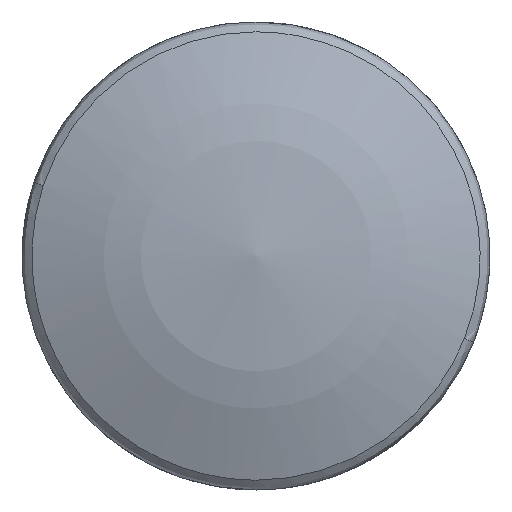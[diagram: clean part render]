
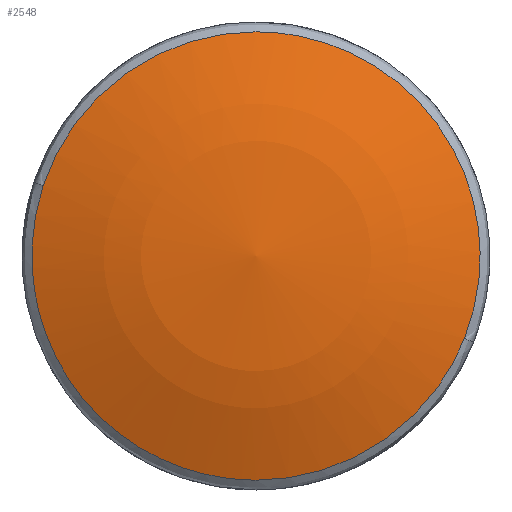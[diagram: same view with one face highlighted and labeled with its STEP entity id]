
A CAD part, front view. The second image highlights one B-rep face of the part: STEP entity #2548.
In plain terms, the highlighted free-form (B-spline) face has degree [2, 2] with [4, 4] control points.
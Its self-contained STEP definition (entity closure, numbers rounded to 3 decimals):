
#2379=CARTESIAN_POINT('',(-15.257,0.0,14.368));
#2380=VERTEX_POINT('',#2379);
#2381=CARTESIAN_POINT('',(-15.257,13.64,4.517));
#2382=VERTEX_POINT('',#2381);
#2383=CARTESIAN_POINT('',(-15.257,0.0,14.368));
#2384=CARTESIAN_POINT('',(-15.257,10.378,14.368));
#2385=CARTESIAN_POINT('',(-15.257,13.64,4.517));
#2393=(BOUNDED_CURVE()B_SPLINE_CURVE(2,(#2383,#2384,#2385),.UNSPECIFIED.,.F.,.U.)B_SPLINE_CURVE_WITH_KNOTS((3,3),(0.5,0.697),.UNSPECIFIED.)CURVE()GEOMETRIC_REPRESENTATION_ITEM()RATIONAL_B_SPLINE_CURVE((1.0,0.77,0.902))REPRESENTATION_ITEM(''));
#2394=EDGE_CURVE('',#2380,#2382,#2393,.T.);
#2396=CARTESIAN_POINT('',(-15.257,-13.359,-5.289));
#2397=VERTEX_POINT('',#2396);
#2398=CARTESIAN_POINT('',(-15.257,-13.359,-5.289));
#2399=CARTESIAN_POINT('',(-15.257,-14.368,-2.741));
#2400=CARTESIAN_POINT('',(-15.257,-14.368,0.0));
#2401=CARTESIAN_POINT('',(-15.257,-14.368,14.368));
#2402=CARTESIAN_POINT('',(-15.257,0.0,14.368));
#2410=(BOUNDED_CURVE()B_SPLINE_CURVE(2,(#2398,#2399,#2400,#2401,#2402),.UNSPECIFIED.,.F.,.U.)B_SPLINE_CURVE_WITH_KNOTS((3,2,3),(0.187,0.25,0.5),.UNSPECIFIED.)CURVE()GEOMETRIC_REPRESENTATION_ITEM()RATIONAL_B_SPLINE_CURVE((0.89,0.927,1.0,0.707,1.0))REPRESENTATION_ITEM(''));
#2411=EDGE_CURVE('',#2397,#2380,#2410,.T.);
#2468=CARTESIAN_POINT('',(-15.257,0.0,-14.368));
#2469=VERTEX_POINT('',#2468);
#2470=CARTESIAN_POINT('',(-15.257,13.64,4.517));
#2471=CARTESIAN_POINT('',(-15.257,14.368,2.317));
#2472=CARTESIAN_POINT('',(-15.257,14.368,0.0));
#2473=CARTESIAN_POINT('',(-15.257,14.368,-14.368));
#2474=CARTESIAN_POINT('',(-15.257,0.0,-14.368));
#2482=(BOUNDED_CURVE()B_SPLINE_CURVE(2,(#2470,#2471,#2472,#2473,#2474),.UNSPECIFIED.,.F.,.U.)B_SPLINE_CURVE_WITH_KNOTS((3,2,3),(0.697,0.75,1.0),.UNSPECIFIED.)CURVE()GEOMETRIC_REPRESENTATION_ITEM()RATIONAL_B_SPLINE_CURVE((0.902,0.937,1.0,0.707,1.0))REPRESENTATION_ITEM(''));
#2483=EDGE_CURVE('',#2382,#2469,#2482,.T.);
#2490=CARTESIAN_POINT('',(-15.257,0.0,-14.368));
#2491=CARTESIAN_POINT('',(-15.257,-9.765,-14.368));
#2492=CARTESIAN_POINT('',(-15.257,-13.359,-5.289));
#2500=(BOUNDED_CURVE()B_SPLINE_CURVE(2,(#2490,#2491,#2492),.UNSPECIFIED.,.F.,.U.)B_SPLINE_CURVE_WITH_KNOTS((3,3),(0.0,0.187),.UNSPECIFIED.)CURVE()GEOMETRIC_REPRESENTATION_ITEM()RATIONAL_B_SPLINE_CURVE((1.0,0.78,0.89))REPRESENTATION_ITEM(''));
#2501=EDGE_CURVE('',#2469,#2397,#2500,.T.);
#2518=CARTESIAN_POINT('',(-11.679,-15.051,15.052));
#2519=CARTESIAN_POINT('',(-14.706,-7.843,15.688));
#2520=CARTESIAN_POINT('',(-14.706,7.844,15.688));
#2521=CARTESIAN_POINT('',(-11.678,15.052,15.052));
#2522=CARTESIAN_POINT('',(-14.706,-15.687,7.844));
#2523=CARTESIAN_POINT('',(-18.,-8.189,8.19));
#2524=CARTESIAN_POINT('',(-18.0,8.19,8.19));
#2525=CARTESIAN_POINT('',(-14.706,15.688,7.844));
#2526=CARTESIAN_POINT('',(-14.706,-15.687,-7.844));
#2527=CARTESIAN_POINT('',(-18.,-8.189,-8.19));
#2528=CARTESIAN_POINT('',(-18.0,8.19,-8.19));
#2529=CARTESIAN_POINT('',(-14.706,15.688,-7.844));
#2530=CARTESIAN_POINT('',(-11.679,-15.051,-15.052));
#2531=CARTESIAN_POINT('',(-14.706,-7.843,-15.688));
#2532=CARTESIAN_POINT('',(-14.706,7.844,-15.688));
#2533=CARTESIAN_POINT('',(-11.678,15.052,-15.052));
#2541=(BOUNDED_SURFACE()B_SPLINE_SURFACE(2,2,((#2518,#2522,#2526,#2530),(#2519,#2523,#2527,#2531),(#2520,#2524,#2528,#2532),(#2521,#2525,#2529,#2533)),.UNSPECIFIED.,.F.,.F.,.U.)B_SPLINE_SURFACE_WITH_KNOTS((3,1,3),(3,1,3),(6.509,22.195,37.882),(6.508,22.195,37.883),.UNSPECIFIED.)GEOMETRIC_REPRESENTATION_ITEM()RATIONAL_B_SPLINE_SURFACE(((1.088,1.044,1.044,1.088),(1.044,1.0,1.0,1.044),(1.044,1.0,1.0,1.044),(1.088,1.044,1.044,1.088)))REPRESENTATION_ITEM('')SURFACE());
#2542=ORIENTED_EDGE('',*,*,#2501,.T.);
#2543=ORIENTED_EDGE('',*,*,#2411,.T.);
#2544=ORIENTED_EDGE('',*,*,#2394,.T.);
#2545=ORIENTED_EDGE('',*,*,#2483,.T.);
#2546=EDGE_LOOP('',(#2542,#2543,#2544,#2545));
#2547=FACE_OUTER_BOUND('',#2546,.T.);
#2548=ADVANCED_FACE('',(#2547),#2541,.T.);
